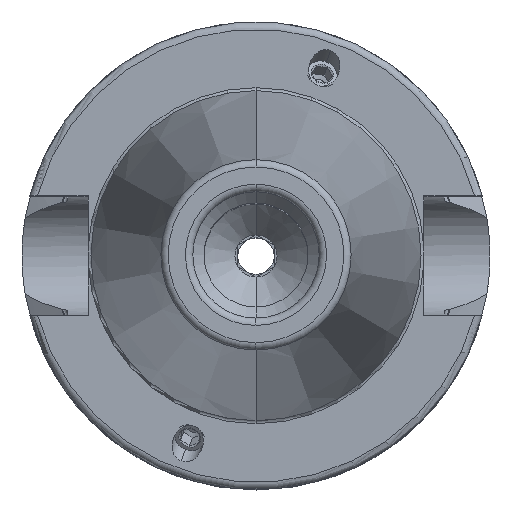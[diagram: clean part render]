
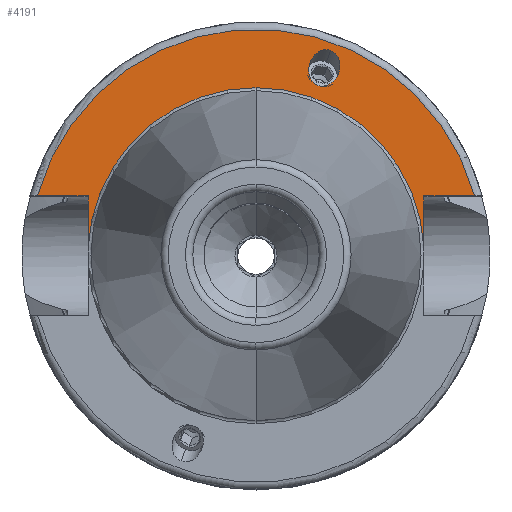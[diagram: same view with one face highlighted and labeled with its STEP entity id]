
A CAD part, top view. The second image highlights one B-rep face of the part: STEP entity #4191.
In plain terms, the highlighted planar face has unit normal (0, 0, 1).
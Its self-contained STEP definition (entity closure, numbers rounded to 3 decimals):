
#1189=DIRECTION('',(0,1,0));
#1190=VECTOR('',#1189,6.987);
#1191=CARTESIAN_POINT('',(-22.6,1.063,25));
#1192=LINE('',#1191,#1190);
#1193=DIRECTION('',(1,0,0));
#1194=VECTOR('',#1193,6.818);
#1195=CARTESIAN_POINT('',(-29.418,8.05,25));
#1196=LINE('',#1195,#1194);
#1197=DIRECTION('',(-1,0,0));
#1198=VECTOR('',#1197,6.818);
#1199=CARTESIAN_POINT('',(29.418,8.05,25));
#1200=LINE('',#1199,#1198);
#1201=DIRECTION('',(0,-1,0));
#1202=VECTOR('',#1201,6.987);
#1203=CARTESIAN_POINT('',(22.6,8.05,25));
#1204=LINE('',#1203,#1202);
#1205=CARTESIAN_POINT('',(10.056,27.629,25));
#1206=CARTESIAN_POINT('',(10.283,27.547,25));
#1207=CARTESIAN_POINT('',(10.737,27.268,25));
#1208=CARTESIAN_POINT('',(11.226,26.479,25));
#1209=CARTESIAN_POINT('',(11.341,25.65,25));
#1210=CARTESIAN_POINT('',(11.261,25.009,25));
#1211=CARTESIAN_POINT('',(11.137,24.573,25));
#1212=CARTESIAN_POINT('',(10.952,24.159,25));
#1213=CARTESIAN_POINT('',(10.601,23.617,25));
#1214=CARTESIAN_POINT('',(9.98,23.055,25));
#1215=CARTESIAN_POINT('',(9.098,22.765,25));
#1216=CARTESIAN_POINT('',(8.571,22.843,25));
#1217=CARTESIAN_POINT('',(8.344,22.926,25));
#1219=CARTESIAN_POINT('',(8.344,22.926,25));
#1220=CARTESIAN_POINT('',(8.117,23.009,25));
#1221=CARTESIAN_POINT('',(7.663,23.288,25));
#1222=CARTESIAN_POINT('',(7.174,24.076,25));
#1223=CARTESIAN_POINT('',(7.06,24.906,25));
#1224=CARTESIAN_POINT('',(7.14,25.547,25));
#1225=CARTESIAN_POINT('',(7.264,25.983,25));
#1226=CARTESIAN_POINT('',(7.449,26.396,25));
#1227=CARTESIAN_POINT('',(7.8,26.939,25));
#1228=CARTESIAN_POINT('',(8.421,27.5,25));
#1229=CARTESIAN_POINT('',(9.302,27.79,25));
#1230=CARTESIAN_POINT('',(9.829,27.712,25));
#1231=CARTESIAN_POINT('',(10.056,27.629,25));
#1267=CARTESIAN_POINT('',(0,0,25));
#1268=DIRECTION('',(0,0,1));
#1269=DIRECTION('',(0,1,0));
#1270=AXIS2_PLACEMENT_3D('',#1267,#1268,#1269);
#1298=CARTESIAN_POINT('',(0,0,25));
#1299=DIRECTION('',(0,0,-1));
#1300=DIRECTION('',(0,1,0));
#1301=AXIS2_PLACEMENT_3D('',#1298,#1299,#1300);
#1582=CARTESIAN_POINT('',(0,0,25));
#1583=DIRECTION('',(0,0,1));
#1584=DIRECTION('',(0.965,0.264,0));
#1585=AXIS2_PLACEMENT_3D('',#1582,#1583,#1584);
#2500=CARTESIAN_POINT('',(-22.6,1.063,25));
#2501=CARTESIAN_POINT('',(-22.6,8.05,25));
#2502=VERTEX_POINT('',#2500);
#2503=VERTEX_POINT('',#2501);
#2504=CARTESIAN_POINT('',(-29.418,8.05,25));
#2505=VERTEX_POINT('',#2504);
#2506=CARTESIAN_POINT('',(22.6,8.05,25));
#2507=CARTESIAN_POINT('',(22.6,1.063,25));
#2508=VERTEX_POINT('',#2506);
#2509=VERTEX_POINT('',#2507);
#2516=CARTESIAN_POINT('',(29.418,8.05,25));
#2517=VERTEX_POINT('',#2516);
#2564=CARTESIAN_POINT('',(0,22.625,25));
#2566=VERTEX_POINT('',#2564);
#2582=VERTEX_POINT('',#1205);
#2583=VERTEX_POINT('',#1217);
#4167=CARTESIAN_POINT('',(0,0,25));
#4168=DIRECTION('',(0,0,-1));
#4169=DIRECTION('',(0,-1,0));
#4170=AXIS2_PLACEMENT_3D('',#4167,#4168,#4169);
#4171=PLANE('',#4170);
#4172=ORIENTED_EDGE('',*,*,#3767,.T.);
#4173=ORIENTED_EDGE('',*,*,#3796,.F.);
#4175=ORIENTED_EDGE('',*,*,#4174,.F.);
#4176=ORIENTED_EDGE('',*,*,#4001,.T.);
#4178=ORIENTED_EDGE('',*,*,#4177,.T.);
#4180=ORIENTED_EDGE('',*,*,#4179,.F.);
#4182=ORIENTED_EDGE('',*,*,#4181,.T.);
#4183=EDGE_LOOP('',(#4172,#4173,#4175,#4176,#4178,#4180,#4182));
#4184=FACE_OUTER_BOUND('',#4183,.F.);
#4186=ORIENTED_EDGE('',*,*,#4185,.F.);
#4188=ORIENTED_EDGE('',*,*,#4187,.F.);
#4189=EDGE_LOOP('',(#4186,#4188));
#4190=FACE_BOUND('',#4189,.F.);
#4191=ADVANCED_FACE('',(#4184,#4190),#4171,.F.);
#1218=B_SPLINE_CURVE_WITH_KNOTS('',3,(#1205,#1206,#1207,#1208,#1209,#1210,#1211,
#1212,#1213,#1214,#1215,#1216,#1217),.UNSPECIFIED.,.F.,.F.,(4,1,1,1,1,1,1,1,1,1,
4),(0,0.125,0.25,0.375,0.438,0.5,0.563,0.625,0.75,0.875,
1.0),.UNSPECIFIED.);
#1232=B_SPLINE_CURVE_WITH_KNOTS('',3,(#1219,#1220,#1221,#1222,#1223,#1224,#1225,
#1226,#1227,#1228,#1229,#1230,#1231),.UNSPECIFIED.,.F.,.F.,(4,1,1,1,1,1,1,1,1,1,
4),(0,0.125,0.25,0.375,0.438,0.5,0.563,0.625,0.75,0.875,
1.0),.UNSPECIFIED.);
#1271=CIRCLE('',#1270,22.625);
#1302=CIRCLE('',#1301,22.625);
#1586=CIRCLE('',#1585,30.5);
#3767=EDGE_CURVE('',#2502,#2503,#1192,.T.);
#3796=EDGE_CURVE('',#2505,#2503,#1196,.T.);
#4001=EDGE_CURVE('',#2517,#2508,#1200,.T.);
#4174=EDGE_CURVE('',#2517,#2505,#1586,.T.);
#4177=EDGE_CURVE('',#2508,#2509,#1204,.T.);
#4179=EDGE_CURVE('',#2566,#2509,#1302,.T.);
#4181=EDGE_CURVE('',#2566,#2502,#1271,.T.);
#4185=EDGE_CURVE('',#2582,#2583,#1218,.T.);
#4187=EDGE_CURVE('',#2583,#2582,#1232,.T.);
